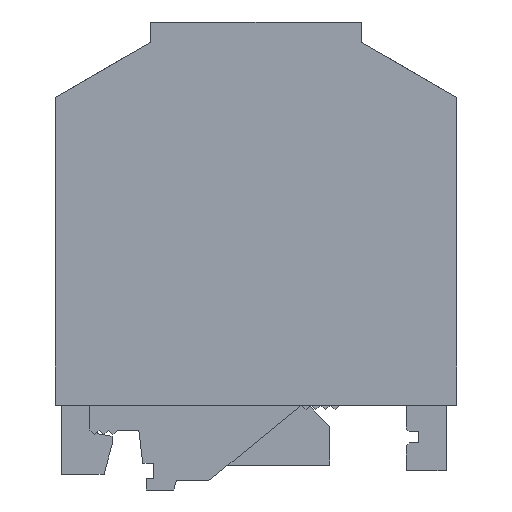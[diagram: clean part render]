
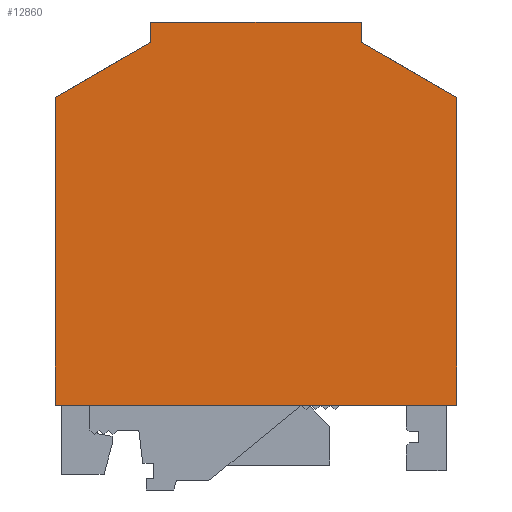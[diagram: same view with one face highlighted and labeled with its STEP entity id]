
A CAD part, left-side view. The second image highlights one B-rep face of the part: STEP entity #12860.
In plain terms, the highlighted face is planar.
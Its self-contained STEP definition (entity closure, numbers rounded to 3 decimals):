
#240=CARTESIAN_POINT('',(-176.371,233.934,-43.75))
;
#250=VERTEX_POINT('',#240);
#280=CARTESIAN_POINT('',(-176.371,233.934,146.972));
#290=DIRECTION('',(0.,0.,-1.));
#300=VECTOR('',#290,1.);
#310=LINE('',#280,#300);
#320=CARTESIAN_POINT('',(-176.371,233.934,-20.95))
;
#330=VERTEX_POINT('',#320);
#340=EDGE_CURVE('',#330,#250,#310,.T.);
#5020=CARTESIAN_POINT('',(-176.371,225.759,
-10.6));
#5030=VERTEX_POINT('',#5020);
#5060=CARTESIAN_POINT('',(-176.371,2.046,
-10.6));
#5070=DIRECTION('',(0.,1.,0.));
#5080=VECTOR('',#5070,1.);
#5090=LINE('',#5060,#5080);
#5100=CARTESIAN_POINT('',(-176.371,192.434,-10.6));
#5110=VERTEX_POINT('',#5100);
#5120=EDGE_CURVE('',#5110,#5030,#5090,.T.);
#12330=CARTESIAN_POINT('',(-176.371,199.438,-82.35));
#12340=DIRECTION('',(-1.,0.,0.));
#12350=DIRECTION('',(0.,0.,1.));
#12360=AXIS2_PLACEMENT_3D('',#12330,#12340,#12350);
#12370=PLANE('',#12360);
#12380=CARTESIAN_POINT('',(-176.371,192.434,0.));
#12390=DIRECTION('',(0.,0.,1.));
#12400=VECTOR('',#12390,1.);
#12410=LINE('',#12380,#12400);
#12420=CARTESIAN_POINT('',(-176.371,192.434,-54.1));
#12430=VERTEX_POINT('',#12420);
#12440=EDGE_CURVE('',#12430,#5110,#12410,.T.);
#12450=ORIENTED_EDGE('',*,*,#12440,.F.);
#12460=ORIENTED_EDGE('',*,*,#5120,.F.);
#12470=CARTESIAN_POINT('',(-176.371,134.784,
146.972));
#12480=DIRECTION('',(0.,-0.5,0.866));
#12490=VECTOR('',#12480,1.);
#12500=LINE('',#12470,#12490);
#12510=CARTESIAN_POINT('',(-176.371,231.734,-20.95
));
#12520=VERTEX_POINT('',#12510);
#12530=EDGE_CURVE('',#12520,#5030,#12500,.T.);
#12540=ORIENTED_EDGE('',*,*,#12530,.T.);
#12550=CARTESIAN_POINT('',(-176.371,2.046,
-20.95));
#12560=DIRECTION('',(0.,-1.,0.));
#12570=VECTOR('',#12560,1.);
#12580=LINE('',#12550,#12570);
#12590=EDGE_CURVE('',#330,#12520,#12580,.T.);
#12600=ORIENTED_EDGE('',*,*,#12590,.T.);
#12610=ORIENTED_EDGE('',*,*,#340,.F.);
#12620=CARTESIAN_POINT('',(-176.371,2.046,
-43.75));
#12630=DIRECTION('',(0.,1.,0.));
#12640=VECTOR('',#12630,1.);
#12650=LINE('',#12620,#12640);
#12660=CARTESIAN_POINT('',(-176.371,231.734,
-43.75));
#12670=VERTEX_POINT('',#12660);
#12680=EDGE_CURVE('',#12670,#250,#12650,.T.);
#12690=ORIENTED_EDGE('',*,*,#12680,.T.);
#12700=CARTESIAN_POINT('',(-176.371,341.848,
146.972));
#12710=DIRECTION('',(0.,0.5,0.866));
#12720=VECTOR('',#12710,1.);
#12730=LINE('',#12700,#12720);
#12740=CARTESIAN_POINT('',(-176.371,225.759,-54.1));
#12750=VERTEX_POINT('',#12740);
#12760=EDGE_CURVE('',#12750,#12670,#12730,.T.);
#12770=ORIENTED_EDGE('',*,*,#12760,.T.);
#12780=CARTESIAN_POINT('',(-176.371,2.046,-54.1));
#12790=DIRECTION('',(0.,-1.,0.));
#12800=VECTOR('',#12790,1.);
#12810=LINE('',#12780,#12800);
#12820=EDGE_CURVE('',#12750,#12430,#12810,.T.);
#12830=ORIENTED_EDGE('',*,*,#12820,.F.);
#12840=EDGE_LOOP('',(#12830,#12770,#12690,#12610,#12600,#12540,#12460,
#12450));
#12850=FACE_OUTER_BOUND('',#12840,.T.);
#12860=ADVANCED_FACE('',(#12850),#12370,.F.);
